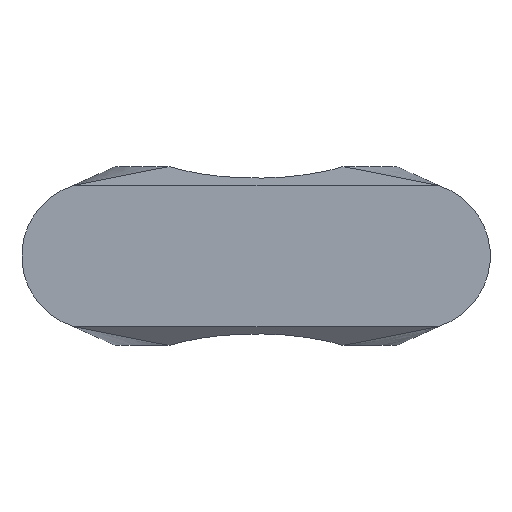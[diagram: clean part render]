
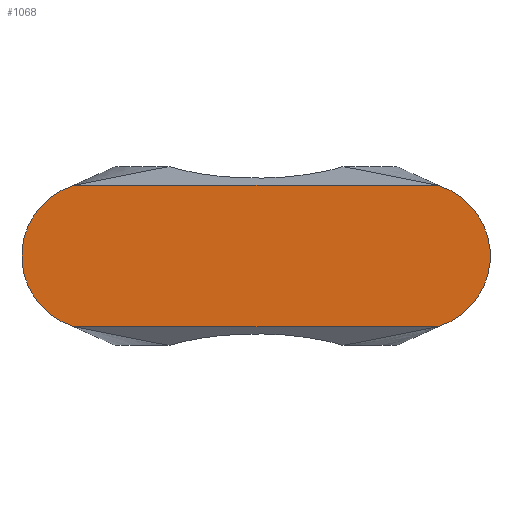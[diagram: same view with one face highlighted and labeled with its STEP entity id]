
A CAD part, front view. The second image highlights one B-rep face of the part: STEP entity #1068.
In plain terms, the highlighted planar face has unit normal (0, -1, 0).
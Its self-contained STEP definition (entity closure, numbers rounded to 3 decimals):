
#33 = DIRECTION ( 'NONE',  ( 0., 0., 1. ) ) ;
#172 = DIRECTION ( 'NONE',  ( 1., 0., 0. ) ) ;
#335 = VERTEX_POINT ( 'NONE', #6356 ) ;
#392 = EDGE_LOOP ( 'NONE', ( #8073, #3812, #2108, #4063 ) ) ;
#652 = LINE ( 'NONE', #3170, #7361 ) ;
#733 = CIRCLE ( 'NONE', #7736, 9.982 ) ;
#974 = DIRECTION ( 'NONE',  ( -1., 0., 0. ) ) ;
#1068 = ADVANCED_FACE ( 'NONE', ( #1974 ), #7660, .T. ) ;
#1504 = CARTESIAN_POINT ( 'NONE',  ( 24.627, -36.906, 9.525 ) ) ;
#1540 = DIRECTION ( 'NONE',  ( 0., -1., 0. ) ) ;
#1974 = FACE_OUTER_BOUND ( 'NONE', #392, .T. ) ;
#2108 = ORIENTED_EDGE ( 'NONE', *, *, #6184, .T. ) ;
#2445 = AXIS2_PLACEMENT_3D ( 'NONE', #4416, #7523, #33 ) ;
#2782 = EDGE_CURVE ( 'NONE', #7845, #2876, #4205, .T. ) ;
#2876 = VERTEX_POINT ( 'NONE', #1504 ) ;
#2951 = CARTESIAN_POINT ( 'NONE',  ( 24.627, -36.906, -9.525 ) ) ;
#3170 = CARTESIAN_POINT ( 'NONE',  ( -24.627, -36.906, -9.525 ) ) ;
#3320 = CARTESIAN_POINT ( 'NONE',  ( 21.641, -36.906, 0. ) ) ;
#3335 = VERTEX_POINT ( 'NONE', #3666 ) ;
#3666 = CARTESIAN_POINT ( 'NONE',  ( -24.627, -36.906, 9.525 ) ) ;
#3712 = VECTOR ( 'NONE', #974, 1000. ) ;
#3812 = ORIENTED_EDGE ( 'NONE', *, *, #6818, .T. ) ;
#3985 = DIRECTION ( 'NONE',  ( 0., 0., 1. ) ) ;
#4005 = AXIS2_PLACEMENT_3D ( 'NONE', #3320, #7738, #3985 ) ;
#4063 = ORIENTED_EDGE ( 'NONE', *, *, #4503, .T. ) ;
#4205 = CIRCLE ( 'NONE', #4005, 9.982 ) ;
#4416 = CARTESIAN_POINT ( 'NONE',  ( 21.641, -36.906, 0. ) ) ;
#4503 = EDGE_CURVE ( 'NONE', #335, #7845, #652, .T. ) ;
#5334 = CARTESIAN_POINT ( 'NONE',  ( -21.641, -36.906, 0. ) ) ;
#5948 = DIRECTION ( 'NONE',  ( 0., 0., 1. ) ) ;
#6184 = EDGE_CURVE ( 'NONE', #3335, #335, #733, .T. ) ;
#6356 = CARTESIAN_POINT ( 'NONE',  ( -24.627, -36.906, -9.525 ) ) ;
#6442 = CARTESIAN_POINT ( 'NONE',  ( 24.627, -36.906, 9.525 ) ) ;
#6818 = EDGE_CURVE ( 'NONE', #2876, #3335, #7134, .T. ) ;
#7134 = LINE ( 'NONE', #6442, #3712 ) ;
#7361 = VECTOR ( 'NONE', #172, 1000. ) ;
#7523 = DIRECTION ( 'NONE',  ( 0., -1., 0. ) ) ;
#7660 = PLANE ( 'NONE',  #2445 ) ;
#7736 = AXIS2_PLACEMENT_3D ( 'NONE', #5334, #1540, #5948 ) ;
#7738 = DIRECTION ( 'NONE',  ( 0., -1., 0. ) ) ;
#7845 = VERTEX_POINT ( 'NONE', #2951 ) ;
#8073 = ORIENTED_EDGE ( 'NONE', *, *, #2782, .T. ) ;
